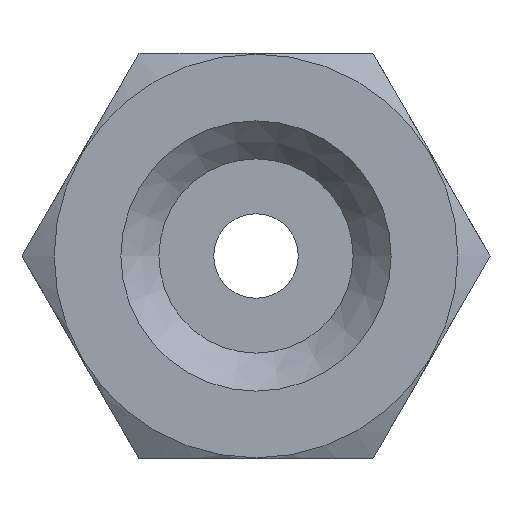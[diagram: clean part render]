
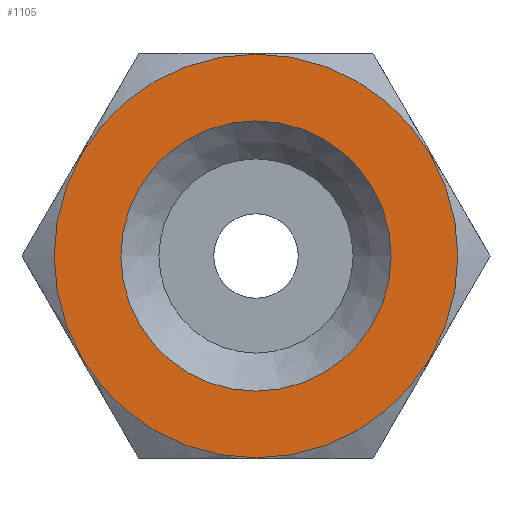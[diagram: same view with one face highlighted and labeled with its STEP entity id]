
A CAD part, left-side view. The second image highlights one B-rep face of the part: STEP entity #1105.
In plain terms, the highlighted planar face has unit normal (-1, 0, 0).
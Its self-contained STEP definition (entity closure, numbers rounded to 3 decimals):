
#699=CARTESIAN_POINT('',(-3.0,-11.951,2.624));
#700=VERTEX_POINT('',#699);
#701=CARTESIAN_POINT('',(-3.0,0.,2.624));
#702=DIRECTION('',(-1.0,0.0,0.0));
#703=DIRECTION('',(0.0,-1.0,0.0));
#704=AXIS2_PLACEMENT_3D('',#701,#702,#703);
#705=CIRCLE('',#704,11.951);
#706=EDGE_CURVE('',#700,#700,#705,.T.);
#847=CARTESIAN_POINT('',(-3.0,-8.,2.624));
#848=VERTEX_POINT('',#847);
#849=CARTESIAN_POINT('',(-3.0,0.,2.624));
#850=DIRECTION('',(1.0,0.0,0.0));
#851=DIRECTION('',(0.0,-1.0,0.0));
#852=AXIS2_PLACEMENT_3D('',#849,#850,#851);
#853=CIRCLE('',#852,8.);
#854=EDGE_CURVE('',#848,#848,#853,.T.);
#1094=CARTESIAN_POINT('',(-3.0,0.,2.624));
#1095=DIRECTION('',(-1.0,0.0,0.0));
#1096=DIRECTION('',(0.0,0.0,-1.0));
#1097=AXIS2_PLACEMENT_3D('',#1094,#1095,#1096);
#1098=PLANE('',#1097);
#1099=ORIENTED_EDGE('',*,*,#706,.T.);
#1100=EDGE_LOOP('',(#1099));
#1101=FACE_OUTER_BOUND('',#1100,.T.);
#1102=ORIENTED_EDGE('',*,*,#854,.T.);
#1103=EDGE_LOOP('',(#1102));
#1104=FACE_BOUND('',#1103,.T.);
#1105=ADVANCED_FACE('',(#1101,#1104),#1098,.T.);
